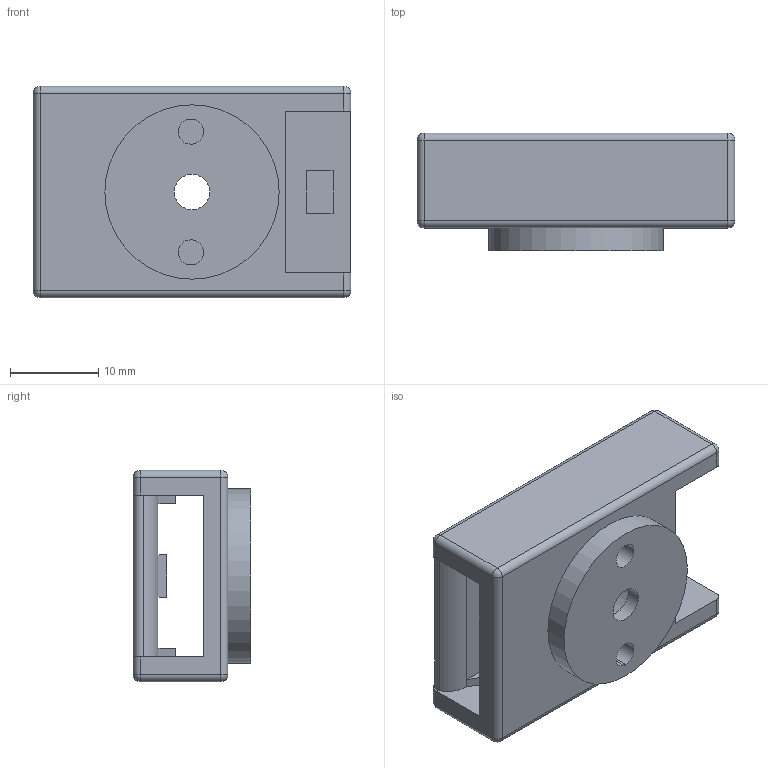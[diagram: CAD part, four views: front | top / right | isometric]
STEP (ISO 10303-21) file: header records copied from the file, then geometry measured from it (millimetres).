
FILE_DESCRIPTION(/* description */ (''),/* implementation_level */ '2;1');
FILE_NAME(/* name */ 'Bike light slide clip v5.step',/* time_stamp */ '2020-09-18T15:38:54+01:00',/* author */ (''),/* organization */ (''),/* preprocessor_version */ 'ST-DEVELOPER v18.1',/* originating_system */ 'Autodesk Translation Framework v9.3.0.1241',/* authorisation */ '');
FILE_SCHEMA (('AUTOMOTIVE_DESIGN { 1 0 10303 214 3 1 1 }'));
Length unit declared in the file: millimetre
Products named in the file (2): Bike light slide clip; light slide clip
Assembly tree (1 placements, depth 2):
  Bike light slide clip
    light slide clip
Bounding box: 35.9 x 13.3 x 23.9 mm (x, y, z)
Volume: 5605.6 mm3; surface area: 4333.4 mm2
Topology: 1 solids, 1 shells, 64 faces, 151 edges, 92 vertices
Faces by surface type: plane 32, cylinder 24, sphere 8
Full cylindrical faces by diameter (mm): 4 x1, 9.4 x1, 19.7 x1
Entity records: 1880 total; most frequent: DIRECTION 333, CARTESIAN_POINT 310, ORIENTED_EDGE 302, EDGE_CURVE 151, AXIS2_PLACEMENT_3D 115, LINE 103, VECTOR 103, VERTEX_POINT 92
